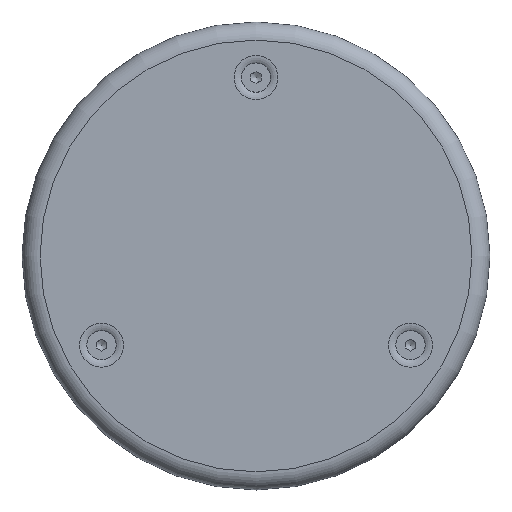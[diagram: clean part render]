
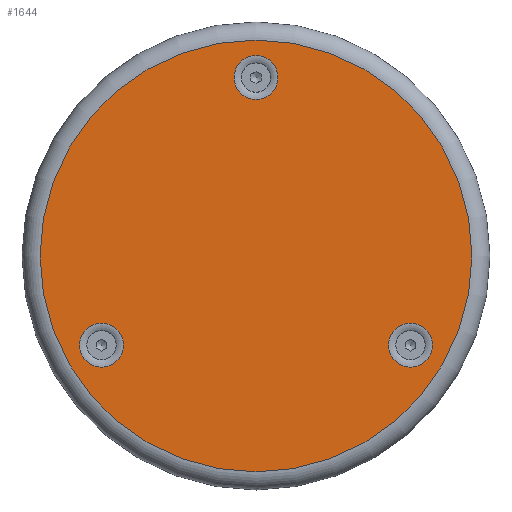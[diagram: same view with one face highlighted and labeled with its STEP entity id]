
A CAD part, top view. The second image highlights one B-rep face of the part: STEP entity #1644.
In plain terms, the highlighted face is planar.
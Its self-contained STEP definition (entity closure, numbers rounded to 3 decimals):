
#1644=ADVANCED_FACE('',(#7667,#7669,#7671,#7673),#7675,.F.);
#7667=FACE_BOUND('',#7668,.T.);
#7668=EDGE_LOOP('',(#8808));
#7669=FACE_BOUND('',#7670,.T.);
#7670=EDGE_LOOP('',(#8809));
#7671=FACE_BOUND('',#7672,.T.);
#7672=EDGE_LOOP('',(#8810));
#7673=FACE_BOUND('',#7674,.T.);
#7674=EDGE_LOOP('',(#8811));
#7675=PLANE('',#7676);
#7676=AXIS2_PLACEMENT_3D('',#7677,#7678,#7679);
#7677=CARTESIAN_POINT('',(0.,0.,0.));
#7678=DIRECTION('',(0.,0.,1.));
#7679=DIRECTION('',(-1.,0.,0.));
#8808=ORIENTED_EDGE('',*,*,#9336,.T.);
#8809=ORIENTED_EDGE('',*,*,#9337,.T.);
#8810=ORIENTED_EDGE('',*,*,#9338,.T.);
#8811=ORIENTED_EDGE('',*,*,#9339,.F.);
#9336=EDGE_CURVE('',#9990,#9990,#9991,.F.);
#9337=EDGE_CURVE('',#9992,#9992,#9993,.F.);
#9338=EDGE_CURVE('',#9994,#9994,#9995,.F.);
#9339=EDGE_CURVE('',#9996,#9996,#9997,.T.);
#9990=VERTEX_POINT('',#14525);
#9991=CIRCLE('',#14526,83.5);
#9992=VERTEX_POINT('',#14530);
#9993=CIRCLE('',#14531,8.496);
#9994=VERTEX_POINT('',#14535);
#9995=CIRCLE('',#14536,8.496);
#9996=VERTEX_POINT('',#14540);
#9997=CIRCLE('',#14541,8.496);
#14525=CARTESIAN_POINT('',(-83.5,0.,0.));
#14526=AXIS2_PLACEMENT_3D('',#14527,#14528,#14529);
#14527=CARTESIAN_POINT('',(0.,0.,0.));
#14528=DIRECTION('',(0.,0.,1.));
#14529=DIRECTION('',(-1.,0.,0.));
#14530=CARTESIAN_POINT('',(41.858,-55.508,0.));
#14531=AXIS2_PLACEMENT_3D('',#14532,#14533,#14534);
#14532=CARTESIAN_POINT('',(34.5,-59.756,0.));
#14533=DIRECTION('',(0.,0.,-1.));
#14534=DIRECTION('',(0.866,0.5,0.));
#14535=CARTESIAN_POINT('',(27.142,64.004,0.));
#14536=AXIS2_PLACEMENT_3D('',#14537,#14538,#14539);
#14537=CARTESIAN_POINT('',(34.5,59.756,0.));
#14538=DIRECTION('',(0.,0.,-1.));
#14539=DIRECTION('',(-0.866,0.5,0.));
#14540=CARTESIAN_POINT('',(-69.,-8.496,0.));
#14541=AXIS2_PLACEMENT_3D('',#14542,#14543,#14544);
#14542=CARTESIAN_POINT('',(-69.,0.,0.));
#14543=DIRECTION('',(0.,0.,-1.));
#14544=DIRECTION('',(0.,-1.,0.));
